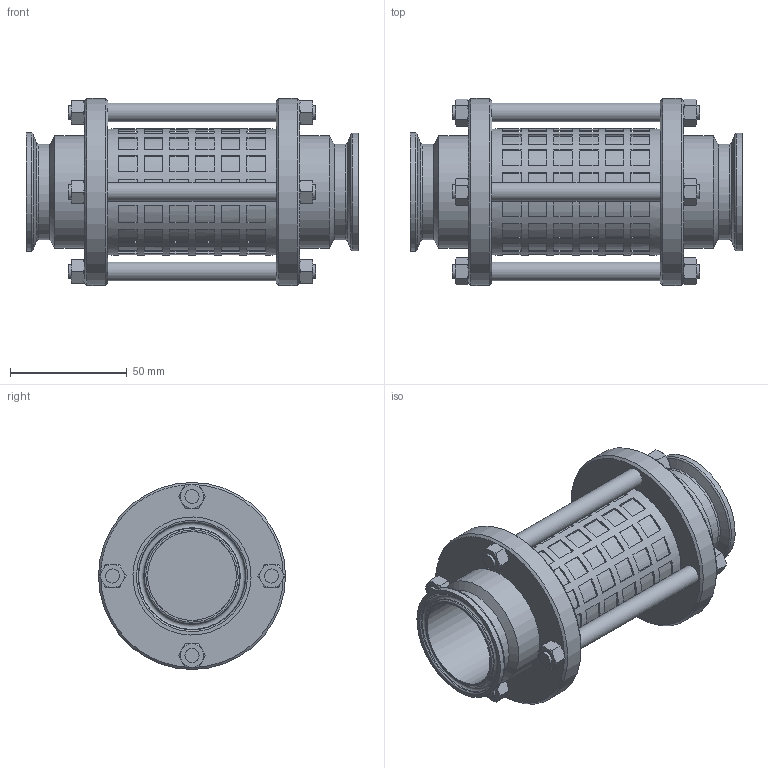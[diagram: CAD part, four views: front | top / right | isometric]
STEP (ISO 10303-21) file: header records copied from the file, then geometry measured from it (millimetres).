
FILE_DESCRIPTION(/* description */ (''),/* implementation_level */ '2;1');
FILE_NAME(/* name */ '51070040000.stp',/* time_stamp */ '2016-03-15T14:50:35+01:00',/* author */ ('Struska'),/* organization */ ('BUPOSPOL'),/* preprocessor_version */ 'ST-DEVELOPER v15.6',/* originating_system */ 'Autodesk Inventor 2015',/* authorisation */ '');
FILE_SCHEMA (('CONFIG_CONTROL_DESIGN'));
Length unit declared in the file: millimetre
Products named in the file (1): 51070040000
Bounding box: 142 x 80 x 80 mm (x, y, z)
Volume: 176098 mm3; surface area: 88288.4 mm2
Topology: 1 solids, 10 shells, 628 faces, 1671 edges, 1075 vertices
Faces by surface type: plane 460, cone 110, cylinder 48, torus 10
Full cylindrical faces by diameter (mm): 6 x16, 6.2 x8, 8 x4, 38 x2, 40 x2, 41 x2, 48 x2, 50 x2, 50.5 x2, 52.4 x1, 54 x1, 55 x2, 55.5 x2, 80 x2
Entity records: 19622 total; most frequent: CARTESIAN_POINT 3593, DIRECTION 3198, ORIENTED_EDGE 3092, EDGE_CURVE 1546, AXIS2_PLACEMENT_3D 1215, VERTEX_POINT 1034, EDGE_LOOP 932, LINE 768
